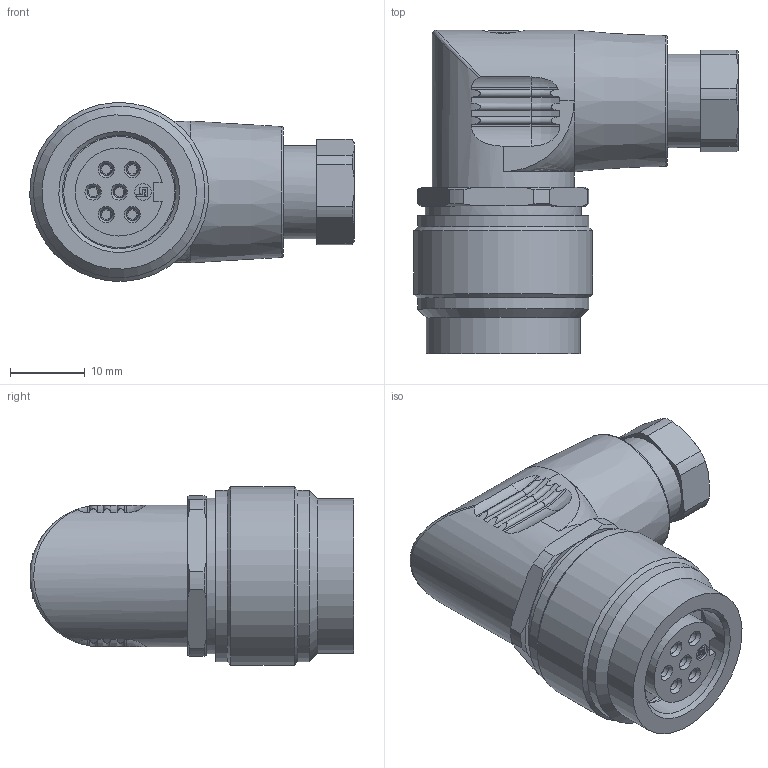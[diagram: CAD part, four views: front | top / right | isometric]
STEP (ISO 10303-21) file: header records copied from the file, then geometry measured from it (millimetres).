
FILE_DESCRIPTION(/* description */ (''),/* implementation_level */ '2;1');
FILE_NAME(/* name */ '99-0122-106-06_bg.stp',/* time_stamp */ '2010-04-01T15:36:05+02:00',/* author */ (''),/* organization */ (''),/* preprocessor_version */ 'ST-DEVELOPER v11',/* originating_system */ 'UGS - NX 5.0',/* authorisation */ '');
FILE_SCHEMA (('CONFIG_CONTROL_DESIGN'));
Length unit declared in the file: millimetre
Products named in the file (1): kborC1446sb0
Bounding box: 43.48 x 43.4 x 23.96 mm (x, y, z)
Volume: 18439.4 mm3; surface area: 6160.6 mm2
Topology: 1 solids, 1 shells, 319 faces, 792 edges, 518 vertices
Faces by surface type: plane 125, cylinder 102, cone 54, torus 33, bspline 5
Full cylindrical faces by diameter (mm): 1.6 x6, 2.25 x1, 12.5 x1, 14.9 x1, 15.188 x1, 18.5 x1, 19 x1, 20.7 x1, 20.9 x2, 23 x2, 24 x1
Entity records: 10683 total; most frequent: CARTESIAN_POINT 3520, ORIENTED_EDGE 1496, DIRECTION 1352, EDGE_CURVE 748, AXIS2_PLACEMENT_3D 558, VERTEX_POINT 508, EDGE_LOOP 396, ADVANCED_FACE 319
